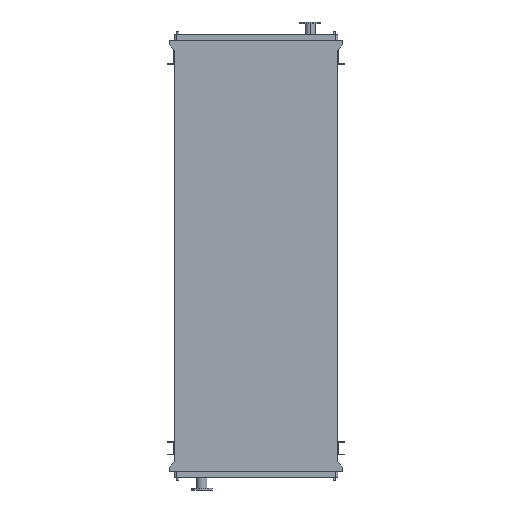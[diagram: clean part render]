
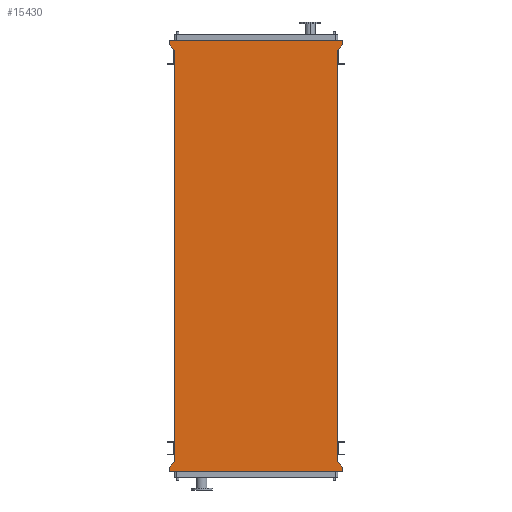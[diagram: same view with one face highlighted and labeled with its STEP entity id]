
A CAD part, front view. The second image highlights one B-rep face of the part: STEP entity #15430.
In plain terms, the highlighted planar face has unit normal (0, -1, 0).
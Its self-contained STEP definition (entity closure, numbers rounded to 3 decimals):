
#69 = LINE ( 'NONE', #5416, #3591 ) ;
#267 = EDGE_CURVE ( 'NONE', #9134, #4018, #4477, .T. ) ;
#311 = LINE ( 'NONE', #5831, #1726 ) ;
#419 = VERTEX_POINT ( 'NONE', #9676 ) ;
#446 = CARTESIAN_POINT ( 'NONE',  ( 891., 0., 95. ) ) ;
#508 = CARTESIAN_POINT ( 'NONE',  ( -891., 0., -4303. ) ) ;
#569 = CARTESIAN_POINT ( 'NONE',  ( 891., 0., 53. ) ) ;
#606 = EDGE_CURVE ( 'NONE', #13345, #7848, #7723, .T. ) ;
#670 = VECTOR ( 'NONE', #6177, 1000. ) ;
#751 = ORIENTED_EDGE ( 'NONE', *, *, #4071, .F. ) ;
#1154 = EDGE_LOOP ( 'NONE', ( #10558, #751, #10379, #16683, #12493, #6566, #2407, #2956, #7333, #2232, #17204, #16111 ) ) ;
#1505 = VERTEX_POINT ( 'NONE', #8617 ) ;
#1726 = VECTOR ( 'NONE', #4518, 1000. ) ;
#2232 = ORIENTED_EDGE ( 'NONE', *, *, #9174, .F. ) ;
#2269 = VECTOR ( 'NONE', #9785, 1000. ) ;
#2407 = ORIENTED_EDGE ( 'NONE', *, *, #8751, .F. ) ;
#2550 = CARTESIAN_POINT ( 'NONE',  ( -891., 0., 53. ) ) ;
#2723 = EDGE_CURVE ( 'NONE', #7168, #15949, #8051, .T. ) ;
#2956 = ORIENTED_EDGE ( 'NONE', *, *, #267, .F. ) ;
#3054 = VERTEX_POINT ( 'NONE', #14648 ) ;
#3162 = CARTESIAN_POINT ( 'NONE',  ( -845., 0., -4250. ) ) ;
#3273 = VECTOR ( 'NONE', #12590, 1000. ) ;
#3294 = AXIS2_PLACEMENT_3D ( 'NONE', #11096, #11258, #5960 ) ;
#3591 = VECTOR ( 'NONE', #11952, 1000. ) ;
#4018 = VERTEX_POINT ( 'NONE', #8739 ) ;
#4071 = EDGE_CURVE ( 'NONE', #15949, #419, #11662, .T. ) ;
#4477 = LINE ( 'NONE', #3162, #13534 ) ;
#4495 = LINE ( 'NONE', #5729, #2269 ) ;
#4518 = DIRECTION ( 'NONE',  ( 0., 0., 1. ) ) ;
#5070 = VECTOR ( 'NONE', #6477, 1000. ) ;
#5416 = CARTESIAN_POINT ( 'NONE',  ( -891., 0., 95. ) ) ;
#5729 = CARTESIAN_POINT ( 'NONE',  ( -891., 0., -4345. ) ) ;
#5769 = LINE ( 'NONE', #10986, #6240 ) ;
#5784 = CARTESIAN_POINT ( 'NONE',  ( 891., 0., -4303. ) ) ;
#5831 = CARTESIAN_POINT ( 'NONE',  ( -845., 0., -4250. ) ) ;
#5844 = VERTEX_POINT ( 'NONE', #9985 ) ;
#5960 = DIRECTION ( 'NONE',  ( 0., 0., -1. ) ) ;
#6177 = DIRECTION ( 'NONE',  ( -0.655, 0., -0.755 ) ) ;
#6240 = VECTOR ( 'NONE', #12396, 1000. ) ;
#6477 = DIRECTION ( 'NONE',  ( -0.655, 0., 0.755 ) ) ;
#6527 = EDGE_CURVE ( 'NONE', #10633, #9134, #9747, .T. ) ;
#6566 = ORIENTED_EDGE ( 'NONE', *, *, #606, .F. ) ;
#6629 = VECTOR ( 'NONE', #13051, 1000. ) ;
#6704 = VERTEX_POINT ( 'NONE', #8123 ) ;
#7168 = VERTEX_POINT ( 'NONE', #446 ) ;
#7244 = EDGE_CURVE ( 'NONE', #6704, #419, #10388, .T. ) ;
#7333 = ORIENTED_EDGE ( 'NONE', *, *, #6527, .F. ) ;
#7502 = EDGE_CURVE ( 'NONE', #7848, #1505, #11247, .T. ) ;
#7723 = LINE ( 'NONE', #9395, #5070 ) ;
#7848 = VERTEX_POINT ( 'NONE', #2550 ) ;
#8051 = LINE ( 'NONE', #10540, #11325 ) ;
#8123 = CARTESIAN_POINT ( 'NONE',  ( 845., 0., -4250. ) ) ;
#8617 = CARTESIAN_POINT ( 'NONE',  ( -891., 0., 95. ) ) ;
#8739 = CARTESIAN_POINT ( 'NONE',  ( -845., 0., -4250. ) ) ;
#8751 = EDGE_CURVE ( 'NONE', #4018, #13345, #311, .T. ) ;
#9134 = VERTEX_POINT ( 'NONE', #12622 ) ;
#9174 = EDGE_CURVE ( 'NONE', #5844, #10633, #4495, .T. ) ;
#9395 = CARTESIAN_POINT ( 'NONE',  ( -845., 0., 0. ) ) ;
#9489 = CARTESIAN_POINT ( 'NONE',  ( 891., 0., 53. ) ) ;
#9676 = CARTESIAN_POINT ( 'NONE',  ( 845., 0., 0. ) ) ;
#9747 = LINE ( 'NONE', #508, #11972 ) ;
#9785 = DIRECTION ( 'NONE',  ( -1., 0., 0. ) ) ;
#9835 = CARTESIAN_POINT ( 'NONE',  ( -891., 0., 53. ) ) ;
#9985 = CARTESIAN_POINT ( 'NONE',  ( 891., 0., -4345. ) ) ;
#10379 = ORIENTED_EDGE ( 'NONE', *, *, #2723, .F. ) ;
#10388 = LINE ( 'NONE', #14619, #6629 ) ;
#10540 = CARTESIAN_POINT ( 'NONE',  ( 891., 0., 95. ) ) ;
#10558 = ORIENTED_EDGE ( 'NONE', *, *, #7244, .T. ) ;
#10633 = VERTEX_POINT ( 'NONE', #17355 ) ;
#10704 = DIRECTION ( 'NONE',  ( 0., 0., -1. ) ) ;
#10986 = CARTESIAN_POINT ( 'NONE',  ( 891., 0., -4345. ) ) ;
#11096 = CARTESIAN_POINT ( 'NONE',  ( -845., 0., -4250. ) ) ;
#11181 = FACE_OUTER_BOUND ( 'NONE', #1154, .T. ) ;
#11247 = LINE ( 'NONE', #9835, #3273 ) ;
#11258 = DIRECTION ( 'NONE',  ( 0., -1., 0. ) ) ;
#11325 = VECTOR ( 'NONE', #10704, 1000. ) ;
#11351 = LINE ( 'NONE', #5784, #12723 ) ;
#11662 = LINE ( 'NONE', #569, #670 ) ;
#11952 = DIRECTION ( 'NONE',  ( 1., 0., 0. ) ) ;
#11972 = VECTOR ( 'NONE', #13985, 1000. ) ;
#12396 = DIRECTION ( 'NONE',  ( 0., 0., -1. ) ) ;
#12493 = ORIENTED_EDGE ( 'NONE', *, *, #7502, .F. ) ;
#12590 = DIRECTION ( 'NONE',  ( 0., 0., 1. ) ) ;
#12622 = CARTESIAN_POINT ( 'NONE',  ( -891., 0., -4303. ) ) ;
#12723 = VECTOR ( 'NONE', #13832, 1000. ) ;
#13051 = DIRECTION ( 'NONE',  ( 0., 0., 1. ) ) ;
#13345 = VERTEX_POINT ( 'NONE', #14063 ) ;
#13534 = VECTOR ( 'NONE', #13923, 1000. ) ;
#13832 = DIRECTION ( 'NONE',  ( 0.655, 0., -0.755 ) ) ;
#13923 = DIRECTION ( 'NONE',  ( 0.655, 0., 0.755 ) ) ;
#13985 = DIRECTION ( 'NONE',  ( 0., 0., 1. ) ) ;
#14063 = CARTESIAN_POINT ( 'NONE',  ( -845., 0., 0. ) ) ;
#14342 = EDGE_CURVE ( 'NONE', #6704, #3054, #11351, .T. ) ;
#14619 = CARTESIAN_POINT ( 'NONE',  ( 845., 0., -4250. ) ) ;
#14648 = CARTESIAN_POINT ( 'NONE',  ( 891., 0., -4303. ) ) ;
#14671 = EDGE_CURVE ( 'NONE', #3054, #5844, #5769, .T. ) ;
#15430 = ADVANCED_FACE ( 'NONE', ( #11181 ), #16556, .T. ) ;
#15949 = VERTEX_POINT ( 'NONE', #9489 ) ;
#16111 = ORIENTED_EDGE ( 'NONE', *, *, #14342, .F. ) ;
#16556 = PLANE ( 'NONE',  #3294 ) ;
#16683 = ORIENTED_EDGE ( 'NONE', *, *, #16992, .F. ) ;
#16992 = EDGE_CURVE ( 'NONE', #1505, #7168, #69, .T. ) ;
#17204 = ORIENTED_EDGE ( 'NONE', *, *, #14671, .F. ) ;
#17355 = CARTESIAN_POINT ( 'NONE',  ( -891., 0., -4345. ) ) ;
